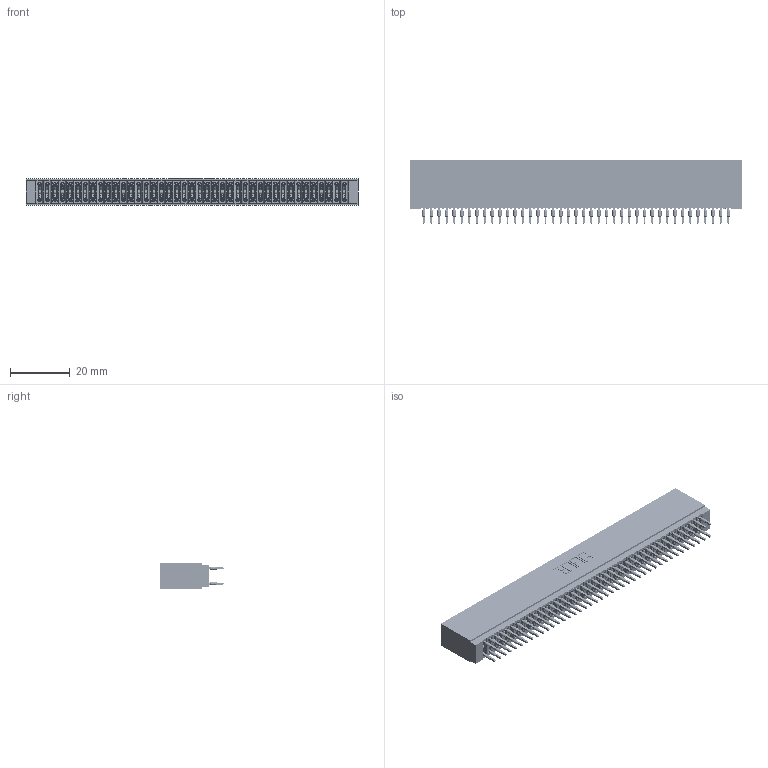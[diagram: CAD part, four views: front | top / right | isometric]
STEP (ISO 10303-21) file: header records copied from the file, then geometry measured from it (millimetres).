
FILE_DESCRIPTION (( 'STEP AP203' ), '1' );
FILE_NAME ('745-082-525-201.STEP', '2026-02-26T21:44:55', ( '' ), ( '' ), 'SwSTEP 2.0', 'SolidWorks 2023', '' );
FILE_SCHEMA (( 'CONFIG_CONTROL_DESIGN' ));
Length unit declared in the file: millimetre
Products named in the file (3): 745 Part_Insulator Option - 01; 745-292-001_525; 745-082-525-201
Assembly tree (83 placements, depth 2):
  745-082-525-201
    745 Part_Insulator Option - 01
    745-292-001_525  x82
Bounding box: 110.74 x 21.22 x 8.89 mm (x, y, z)
Volume: 9957.2 mm3; surface area: 20142.9 mm2
Topology: 83 solids, 83 shells, 7434 faces, 19979 edges, 12554 vertices
Faces by surface type: plane 3827, bspline 1640, cylinder 1475, torus 492
Entity records: 69161 total; most frequent: CARTESIAN_POINT 12499, ORIENTED_EDGE 11932, DIRECTION 10424, EDGE_CURVE 5966, LINE 5538, VECTOR 5538, VERTEX_POINT 3806, AXIS2_PLACEMENT_3D 2443
